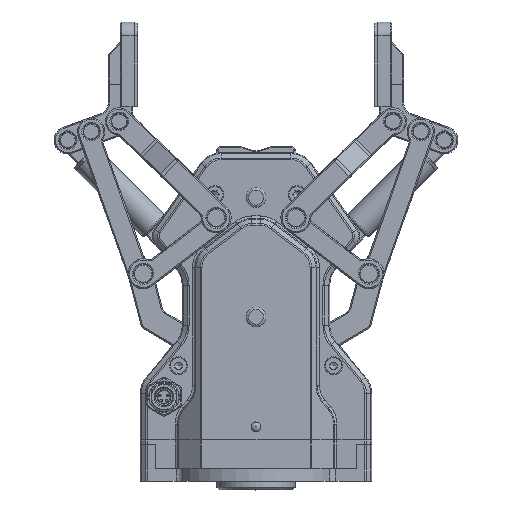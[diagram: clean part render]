
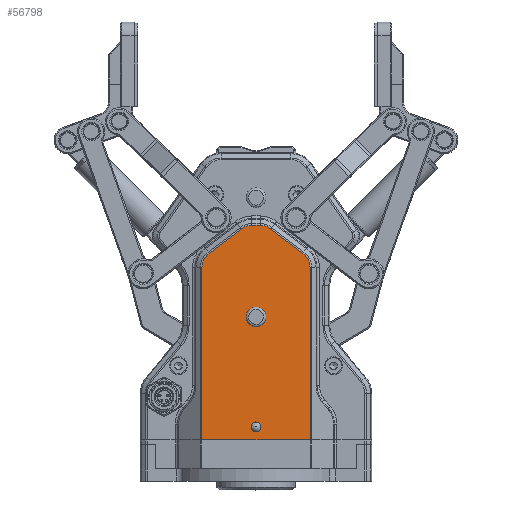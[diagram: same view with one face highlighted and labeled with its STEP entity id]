
A CAD part, top view. The second image highlights one B-rep face of the part: STEP entity #56798.
In plain terms, the highlighted planar face has unit normal (0, 0, 1).
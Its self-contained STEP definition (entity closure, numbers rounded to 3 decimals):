
#767 = CIRCLE ( 'NONE', #57475, 7.253 ) ;
#1006 = VERTEX_POINT ( 'NONE', #10949 ) ;
#2281 = EDGE_CURVE ( 'NONE', #69884, #69884, #68649, .T. ) ;
#2772 = EDGE_CURVE ( 'NONE', #71680, #67813, #9125, .T. ) ;
#2965 = ORIENTED_EDGE ( 'NONE', *, *, #40431, .T. ) ;
#3405 = LINE ( 'NONE', #14147, #43399 ) ;
#6207 = ORIENTED_EDGE ( 'NONE', *, *, #2772, .F. ) ;
#6751 = VECTOR ( 'NONE', #33633, 1000. ) ;
#6774 = ORIENTED_EDGE ( 'NONE', *, *, #33283, .F. ) ;
#6871 = DIRECTION ( 'NONE',  ( 1., 0., 0. ) ) ;
#7241 = EDGE_CURVE ( 'NONE', #54069, #15906, #66196, .T. ) ;
#7366 = ORIENTED_EDGE ( 'NONE', *, *, #72726, .T. ) ;
#9125 = LINE ( 'NONE', #13850, #18899 ) ;
#9487 = LINE ( 'NONE', #26894, #41439 ) ;
#9587 = DIRECTION ( 'NONE',  ( -0.011, -1., 0. ) ) ;
#9790 = CIRCLE ( 'NONE', #70102, 7.253 ) ;
#9924 = ORIENTED_EDGE ( 'NONE', *, *, #65538, .T. ) ;
#10176 = CARTESIAN_POINT ( 'NONE',  ( 11.868, -28.78, 24.65 ) ) ;
#10572 = CARTESIAN_POINT ( 'NONE',  ( 13.868, -28.78, 24.65 ) ) ;
#10630 = DIRECTION ( 'NONE',  ( 0.011, 1., 0. ) ) ;
#10949 = CARTESIAN_POINT ( 'NONE',  ( -9.885, 35.252, 24.65 ) ) ;
#11913 = ORIENTED_EDGE ( 'NONE', *, *, #22527, .T. ) ;
#12036 = CARTESIAN_POINT ( 'NONE',  ( 30.763, 41.021, 24.65 ) ) ;
#12845 = DIRECTION ( 'NONE',  ( 0., 0., 1. ) ) ;
#13056 = CARTESIAN_POINT ( 'NONE',  ( 10.243, 52.312, 24.65 ) ) ;
#13650 = CARTESIAN_POINT ( 'NONE',  ( 33.62, -33.98, 24.65 ) ) ;
#13850 = CARTESIAN_POINT ( 'NONE',  ( 11.868, -33.98, 24.65 ) ) ;
#14147 = CARTESIAN_POINT ( 'NONE',  ( 11.868, 52.312, 24.65 ) ) ;
#14428 = EDGE_LOOP ( 'NONE', ( #37824 ) ) ;
#15693 = ORIENTED_EDGE ( 'NONE', *, *, #43257, .T. ) ;
#15734 = VECTOR ( 'NONE', #9587, 1000. ) ;
#15906 = VERTEX_POINT ( 'NONE', #65273 ) ;
#16386 = ORIENTED_EDGE ( 'NONE', *, *, #7241, .T. ) ;
#16722 = EDGE_CURVE ( 'NONE', #45282, #31492, #767, .T. ) ;
#16735 = EDGE_LOOP ( 'NONE', ( #6207, #9924, #50278, #15693, #38637, #67735, #2965, #16386, #11913, #7366 ) ) ;
#18195 = VERTEX_POINT ( 'NONE', #36719 ) ;
#18897 = DIRECTION ( 'NONE',  ( 0., 0., 1. ) ) ;
#18899 = VECTOR ( 'NONE', #58574, 1000. ) ;
#19641 = VECTOR ( 'NONE', #40782, 1000. ) ;
#19752 = ORIENTED_EDGE ( 'NONE', *, *, #36894, .F. ) ;
#20137 = LINE ( 'NONE', #62177, #6751 ) ;
#20461 = DIRECTION ( 'NONE',  ( 1., 0., 0. ) ) ;
#20940 = CARTESIAN_POINT ( 'NONE',  ( 13.493, 45.06, 24.65 ) ) ;
#21098 = LINE ( 'NONE', #61203, #15734 ) ;
#22335 = VERTEX_POINT ( 'NONE', #13056 ) ;
#22527 = EDGE_CURVE ( 'NONE', #15906, #1006, #55412, .T. ) ;
#24332 = CARTESIAN_POINT ( 'NONE',  ( 8.838, 12.809, 24.65 ) ) ;
#24878 = CARTESIAN_POINT ( 'NONE',  ( 2.712, 48.44, 24.65 ) ) ;
#25692 = DIRECTION ( 'NONE',  ( 0., 0., 1. ) ) ;
#26793 = DIRECTION ( 'NONE',  ( -0.795, 0.606, 0. ) ) ;
#26894 = CARTESIAN_POINT ( 'NONE',  ( -9.885, 36.42, 24.65 ) ) ;
#27197 = CARTESIAN_POINT ( 'NONE',  ( 26.368, 35.252, 24.65 ) ) ;
#28036 = DIRECTION ( 'NONE',  ( 0., 0., 1. ) ) ;
#29025 = CIRCLE ( 'NONE', #43858, 4. ) ;
#29492 = CARTESIAN_POINT ( 'NONE',  ( -2.632, 35.252, 24.65 ) ) ;
#30574 = DIRECTION ( 'NONE',  ( 0.011, 1., 0. ) ) ;
#30583 = CIRCLE ( 'NONE', #51820, 7.253 ) ;
#30920 = VERTEX_POINT ( 'NONE', #24332 ) ;
#31063 = AXIS2_PLACEMENT_3D ( 'NONE', #29492, #12845, #6871 ) ;
#31135 = AXIS2_PLACEMENT_3D ( 'NONE', #48283, #25692, #31907 ) ;
#31492 = VERTEX_POINT ( 'NONE', #12036 ) ;
#31907 = DIRECTION ( 'NONE',  ( 1., 0., 0. ) ) ;
#32339 = DIRECTION ( 'NONE',  ( 1., 0., 0. ) ) ;
#33283 = EDGE_CURVE ( 'NONE', #46212, #60961, #29025, .T. ) ;
#33633 = DIRECTION ( 'NONE',  ( 0., 1., 0. ) ) ;
#34645 = VERTEX_POINT ( 'NONE', #49421 ) ;
#36719 = CARTESIAN_POINT ( 'NONE',  ( 17.888, 50.829, 24.65 ) ) ;
#36765 = CARTESIAN_POINT ( 'NONE',  ( 8.898, 18.1, 24.65 ) ) ;
#36894 = EDGE_CURVE ( 'NONE', #34645, #46212, #51629, .T. ) ;
#37824 = ORIENTED_EDGE ( 'NONE', *, *, #2281, .T. ) ;
#38637 = ORIENTED_EDGE ( 'NONE', *, *, #70235, .T. ) ;
#38706 = VECTOR ( 'NONE', #70275, 1000. ) ;
#39904 = FACE_OUTER_BOUND ( 'NONE', #16735, .T. ) ;
#40431 = EDGE_CURVE ( 'NONE', #22335, #54069, #30583, .T. ) ;
#40782 = DIRECTION ( 'NONE',  ( 0.011, 1., 0. ) ) ;
#41439 = VECTOR ( 'NONE', #43014, 1000. ) ;
#41660 = FACE_BOUND ( 'NONE', #49336, .T. ) ;
#42050 = EDGE_CURVE ( 'NONE', #60961, #30920, #21098, .T. ) ;
#43014 = DIRECTION ( 'NONE',  ( 0., -1., 0. ) ) ;
#43257 = EDGE_CURVE ( 'NONE', #31492, #18195, #65698, .T. ) ;
#43399 = VECTOR ( 'NONE', #59624, 1000. ) ;
#43858 = AXIS2_PLACEMENT_3D ( 'NONE', #58869, #18897, #30574 ) ;
#44103 = AXIS2_PLACEMENT_3D ( 'NONE', #10176, #72713, #32339 ) ;
#44882 = CARTESIAN_POINT ( 'NONE',  ( 10.243, 45.06, 24.65 ) ) ;
#44986 = CARTESIAN_POINT ( 'NONE',  ( 13.493, 52.312, 24.65 ) ) ;
#45282 = VERTEX_POINT ( 'NONE', #45755 ) ;
#45755 = CARTESIAN_POINT ( 'NONE',  ( 33.62, 35.252, 24.65 ) ) ;
#46212 = VERTEX_POINT ( 'NONE', #51595 ) ;
#46742 = VERTEX_POINT ( 'NONE', #44986 ) ;
#48283 = CARTESIAN_POINT ( 'NONE',  ( 11.868, 36.42, 24.65 ) ) ;
#48832 = VECTOR ( 'NONE', #26793, 1000. ) ;
#49336 = EDGE_LOOP ( 'NONE', ( #6774, #19752, #61132, #52419 ) ) ;
#49421 = CARTESIAN_POINT ( 'NONE',  ( 14.837, 12.74, 24.65 ) ) ;
#49665 = CARTESIAN_POINT ( 'NONE',  ( 11.868, 15.42, 24.65 ) ) ;
#49923 = DIRECTION ( 'NONE',  ( 1., 0., 0. ) ) ;
#50278 = ORIENTED_EDGE ( 'NONE', *, *, #16722, .T. ) ;
#51595 = CARTESIAN_POINT ( 'NONE',  ( 14.898, 18.031, 24.65 ) ) ;
#51629 = LINE ( 'NONE', #69083, #19641 ) ;
#51820 = AXIS2_PLACEMENT_3D ( 'NONE', #44882, #28036, #49923 ) ;
#52419 = ORIENTED_EDGE ( 'NONE', *, *, #42050, .F. ) ;
#54069 = VERTEX_POINT ( 'NONE', #68286 ) ;
#55151 = DIRECTION ( 'NONE',  ( 0., 0., 1. ) ) ;
#55412 = CIRCLE ( 'NONE', #31063, 7.253 ) ;
#56798 = ADVANCED_FACE ( 'NONE', ( #56830, #39904, #41660 ), #65878, .T. ) ;
#56830 = FACE_BOUND ( 'NONE', #14428, .T. ) ;
#57399 = EDGE_CURVE ( 'NONE', #46742, #22335, #3405, .T. ) ;
#57475 = AXIS2_PLACEMENT_3D ( 'NONE', #27197, #72108, #60245 ) ;
#58574 = DIRECTION ( 'NONE',  ( -1., 0., 0. ) ) ;
#58869 = CARTESIAN_POINT ( 'NONE',  ( 11.868, 15.42, 24.65 ) ) ;
#59624 = DIRECTION ( 'NONE',  ( -1., 0., 0. ) ) ;
#60245 = DIRECTION ( 'NONE',  ( 1., 0., 0. ) ) ;
#60961 = VERTEX_POINT ( 'NONE', #36765 ) ;
#61132 = ORIENTED_EDGE ( 'NONE', *, *, #71870, .F. ) ;
#61203 = CARTESIAN_POINT ( 'NONE',  ( 8.898, 18.1, 24.65 ) ) ;
#61905 = CARTESIAN_POINT ( 'NONE',  ( -9.885, -33.98, 24.65 ) ) ;
#62177 = CARTESIAN_POINT ( 'NONE',  ( 33.62, 36.42, 24.65 ) ) ;
#62943 = CIRCLE ( 'NONE', #68249, 4. ) ;
#65273 = CARTESIAN_POINT ( 'NONE',  ( -7.027, 41.021, 24.65 ) ) ;
#65538 = EDGE_CURVE ( 'NONE', #71680, #45282, #20137, .T. ) ;
#65698 = LINE ( 'NONE', #71207, #48832 ) ;
#65878 = PLANE ( 'NONE',  #31135 ) ;
#66196 = LINE ( 'NONE', #24878, #38706 ) ;
#67735 = ORIENTED_EDGE ( 'NONE', *, *, #57399, .T. ) ;
#67813 = VERTEX_POINT ( 'NONE', #61905 ) ;
#68249 = AXIS2_PLACEMENT_3D ( 'NONE', #49665, #55151, #10630 ) ;
#68286 = CARTESIAN_POINT ( 'NONE',  ( 5.848, 50.829, 24.65 ) ) ;
#68649 = CIRCLE ( 'NONE', #44103, 2. ) ;
#69083 = CARTESIAN_POINT ( 'NONE',  ( 14.898, 18.031, 24.65 ) ) ;
#69884 = VERTEX_POINT ( 'NONE', #10572 ) ;
#70102 = AXIS2_PLACEMENT_3D ( 'NONE', #20940, #71303, #20461 ) ;
#70235 = EDGE_CURVE ( 'NONE', #18195, #46742, #9790, .T. ) ;
#70275 = DIRECTION ( 'NONE',  ( -0.795, -0.606, 0. ) ) ;
#71207 = CARTESIAN_POINT ( 'NONE',  ( 21.024, 48.44, 24.65 ) ) ;
#71303 = DIRECTION ( 'NONE',  ( 0., 0., 1. ) ) ;
#71680 = VERTEX_POINT ( 'NONE', #13650 ) ;
#71870 = EDGE_CURVE ( 'NONE', #30920, #34645, #62943, .T. ) ;
#72108 = DIRECTION ( 'NONE',  ( 0., 0., 1. ) ) ;
#72713 = DIRECTION ( 'NONE',  ( 0., 0., -1. ) ) ;
#72726 = EDGE_CURVE ( 'NONE', #1006, #67813, #9487, .T. ) ;
